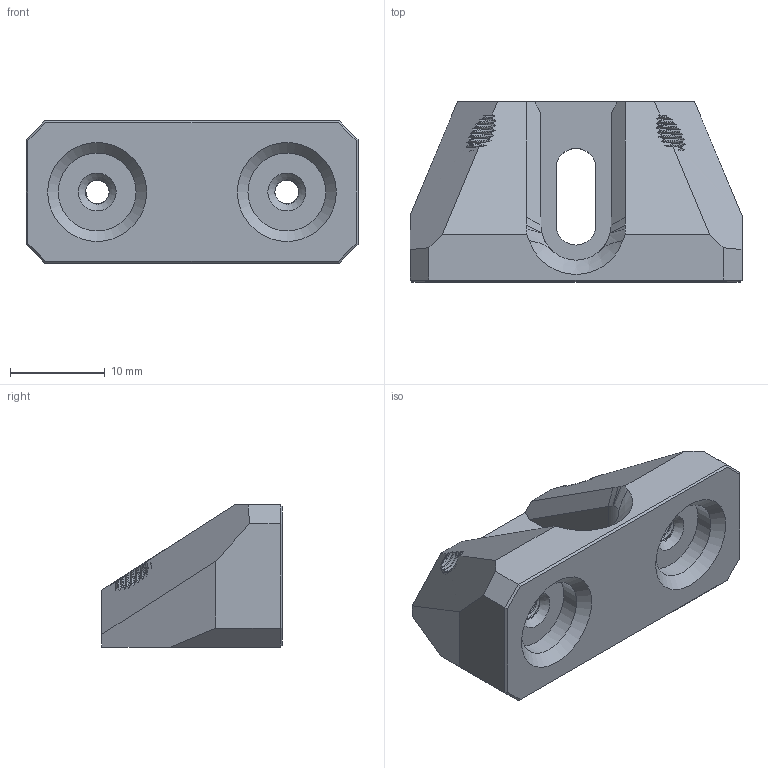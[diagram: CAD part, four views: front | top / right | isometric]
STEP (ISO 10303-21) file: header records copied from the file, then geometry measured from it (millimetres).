
FILE_DESCRIPTION(/* description */ (''),/* implementation_level */ '2;1');
FILE_NAME(/* name */ 'magnet_mount.step',/* time_stamp */ '2021-11-01T17:48:12+01:00',/* author */ (''),/* organization */ (''),/* preprocessor_version */ 'ST-DEVELOPER v18.1',/* originating_system */ 'Autodesk Translation Framework v10.10.0.1391',/* authorisation */ '');
FILE_SCHEMA (('AUTOMOTIVE_DESIGN { 1 0 10303 214 3 1 1 }'));
Length unit declared in the file: millimetre
Products named in the file (1): enc_magnet_clip
Bounding box: 35 x 19 x 15 mm (x, y, z)
Volume: 5459.6 mm3; surface area: 2976 mm2
Topology: 1 solids, 1 shells, 201 faces, 584 edges, 384 vertices
Faces by surface type: cylinder 121, plane 39, bspline 36, cone 5
Full cylindrical faces by diameter (mm): 2.529 x23, 3.086 x12, 8.2 x2
Entity records: 13163 total; most frequent: CARTESIAN_POINT 8483, ORIENTED_EDGE 1168, DIRECTION 679, EDGE_CURVE 584, VERTEX_POINT 384, B_SPLINE_CURVE_WITH_KNOTS 320, AXIS2_PLACEMENT_3D 249, EDGE_LOOP 208
